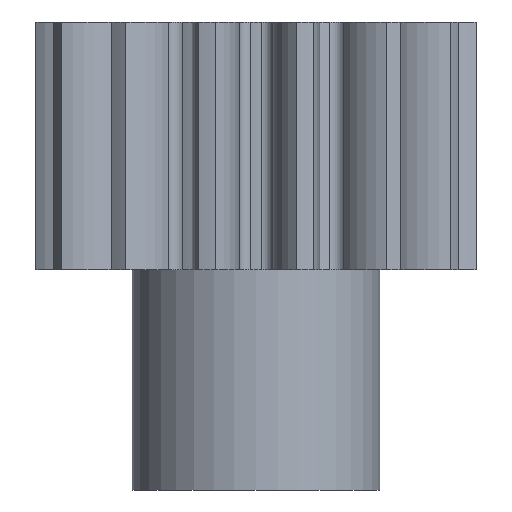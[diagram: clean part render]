
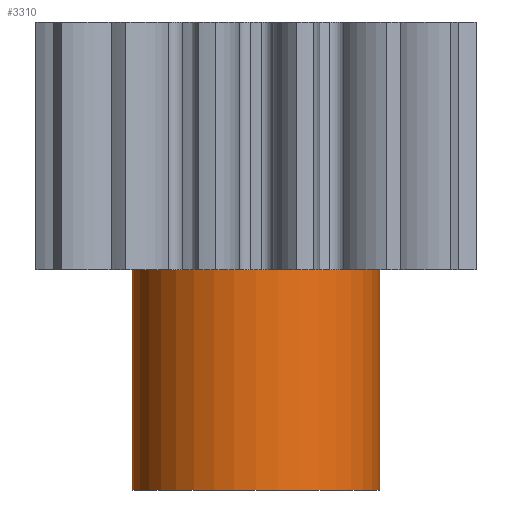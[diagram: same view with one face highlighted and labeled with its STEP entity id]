
A CAD part, front view. The second image highlights one B-rep face of the part: STEP entity #3310.
In plain terms, the highlighted cylindrical face has radius 4.5 mm (diameter 9 mm), a partial arc.
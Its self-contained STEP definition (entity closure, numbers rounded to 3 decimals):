
#464 = VERTEX_POINT ( 'NONE', #1804 ) ;
#593 = EDGE_CURVE ( 'NONE', #624, #464, #2143, .T. ) ;
#598 = VERTEX_POINT ( 'NONE', #2145 ) ;
#600 = EDGE_CURVE ( 'NONE', #615, #598, #2134, .T. ) ;
#615 = VERTEX_POINT ( 'NONE', #2168 ) ;
#624 = VERTEX_POINT ( 'NONE', #2154 ) ;
#788 = EDGE_CURVE ( 'NONE', #464, #598, #2574, .T. ) ;
#1804 = CARTESIAN_POINT ( 'NONE',  ( -4.5, 0., 0. ) ) ;
#2126 = DIRECTION ( 'NONE',  ( 0., 0., 1. ) ) ;
#2133 = CARTESIAN_POINT ( 'NONE',  ( 4.5, 0., -8. ) ) ;
#2134 = LINE ( 'NONE', #2133, #2138 ) ;
#2138 = VECTOR ( 'NONE', #2126, 1000. ) ;
#2140 = DIRECTION ( 'NONE',  ( 0., 0., 1. ) ) ;
#2141 = VECTOR ( 'NONE', #2140, 1000. ) ;
#2142 = CARTESIAN_POINT ( 'NONE',  ( -4.5, 0., -8. ) ) ;
#2143 = LINE ( 'NONE', #2142, #2141 ) ;
#2145 = CARTESIAN_POINT ( 'NONE',  ( 4.5, 0., 0. ) ) ;
#2154 = CARTESIAN_POINT ( 'NONE',  ( -4.5, 0., -8. ) ) ;
#2168 = CARTESIAN_POINT ( 'NONE',  ( 4.5, 0., -8. ) ) ;
#2570 = DIRECTION ( 'NONE',  ( 1., 0., 0. ) ) ;
#2571 = DIRECTION ( 'NONE',  ( 0., 0., 1. ) ) ;
#2572 = CARTESIAN_POINT ( 'NONE',  ( 0., 0., 0. ) ) ;
#2574 = CIRCLE ( 'NONE', #2581, 4.5 ) ;
#2581 = AXIS2_PLACEMENT_3D ( 'NONE', #2572, #2571, #2570 ) ;
#2658 = CIRCLE ( 'NONE', #2866, 4.5 ) ;
#2863 = DIRECTION ( 'NONE',  ( 1., 0., 0. ) ) ;
#2864 = DIRECTION ( 'NONE',  ( 0., 0., 1. ) ) ;
#2865 = CARTESIAN_POINT ( 'NONE',  ( 0., 0., -8. ) ) ;
#2866 = AXIS2_PLACEMENT_3D ( 'NONE', #2865, #2864, #2863 ) ;
#2983 = DIRECTION ( 'NONE',  ( 1., 0., 0. ) ) ;
#2984 = DIRECTION ( 'NONE',  ( 0., 0., 1. ) ) ;
#2985 = AXIS2_PLACEMENT_3D ( 'NONE', #3087, #2984, #2983 ) ;
#2986 = CYLINDRICAL_SURFACE ( 'NONE', #2985, 4.5 ) ;
#3087 = CARTESIAN_POINT ( 'NONE',  ( 0., 0., -8. ) ) ;
#3101 = FACE_OUTER_BOUND ( 'NONE', #3249, .T. ) ;
#3236 = EDGE_CURVE ( 'NONE', #624, #615, #2658, .T. ) ;
#3249 = EDGE_LOOP ( 'NONE', ( #3264, #3267, #3307, #3306 ) ) ;
#3264 = ORIENTED_EDGE ( 'NONE', *, *, #593, .F. ) ;
#3267 = ORIENTED_EDGE ( 'NONE', *, *, #3236, .T. ) ;
#3306 = ORIENTED_EDGE ( 'NONE', *, *, #788, .F. ) ;
#3307 = ORIENTED_EDGE ( 'NONE', *, *, #600, .T. ) ;
#3310 = ADVANCED_FACE ( 'NONE', ( #3101 ), #2986, .T. ) ;
